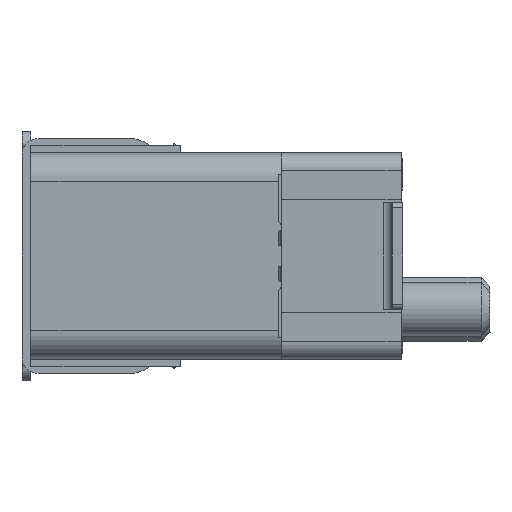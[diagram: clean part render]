
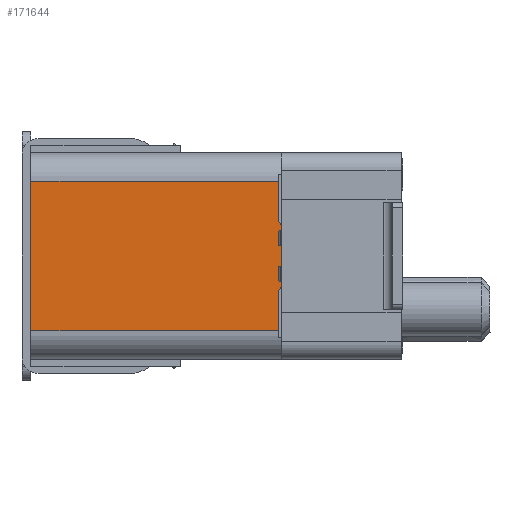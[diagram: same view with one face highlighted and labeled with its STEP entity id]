
A CAD part, left-side view. The second image highlights one B-rep face of the part: STEP entity #171644.
In plain terms, the highlighted planar face has unit normal (-1, 0, 0).
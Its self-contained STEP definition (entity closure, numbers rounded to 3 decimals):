
#6895=DIRECTION('',(0.,0.,1.));
#6896=VECTOR('',#6895,4.2);
#6897=CARTESIAN_POINT('',(-44.5,10.,-2.1));
#6898=LINE('',#6897,#6896);
#32270=DIRECTION('',(0.,1.,0.));
#32271=VECTOR('',#32270,7.05);
#32272=CARTESIAN_POINT('',(-44.5,2.95,-2.1));
#32273=LINE('',#32272,#32271);
#32278=DIRECTION('',(0.,-1.,0.));
#32279=VECTOR('',#32278,7.05);
#32280=CARTESIAN_POINT('',(-44.5,10.,2.1));
#32281=LINE('',#32280,#32279);
#32316=DIRECTION('',(0.,0.,-1.));
#32317=VECTOR('',#32316,4.2);
#32318=CARTESIAN_POINT('',(-44.5,2.95,2.1));
#32319=LINE('',#32318,#32317);
#118407=CARTESIAN_POINT('',(-44.5,2.95,-2.1));
#118408=CARTESIAN_POINT('',(-44.5,10.,-2.1));
#118409=VERTEX_POINT('',#118407);
#118410=VERTEX_POINT('',#118408);
#120184=CARTESIAN_POINT('',(-44.5,2.95,2.1));
#120185=VERTEX_POINT('',#120184);
#120360=CARTESIAN_POINT('',(-44.5,10.,2.1));
#120361=VERTEX_POINT('',#120360);
#171631=CARTESIAN_POINT('',(-44.5,0.,0.));
#171632=DIRECTION('',(1.,0.,0.));
#171633=DIRECTION('',(0.,0.,-1.));
#171634=AXIS2_PLACEMENT_3D('',#171631,#171632,#171633);
#171635=PLANE('',#171634);
#171636=ORIENTED_EDGE('',*,*,#171616,.T.);
#171637=ORIENTED_EDGE('',*,*,#128712,.T.);
#171639=ORIENTED_EDGE('',*,*,#171638,.T.);
#171641=ORIENTED_EDGE('',*,*,#171640,.T.);
#171642=EDGE_LOOP('',(#171636,#171637,#171639,#171641));
#171643=FACE_OUTER_BOUND('',#171642,.F.);
#128712=EDGE_CURVE('',#118410,#120361,#6898,.T.);
#171616=EDGE_CURVE('',#118409,#118410,#32273,.T.);
#171638=EDGE_CURVE('',#120361,#120185,#32281,.T.);
#171640=EDGE_CURVE('',#120185,#118409,#32319,.T.);
#171644=ADVANCED_FACE('',(#171643),#171635,.F.);
